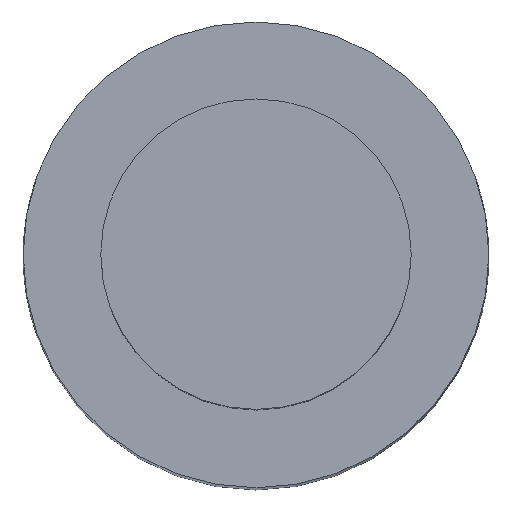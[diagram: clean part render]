
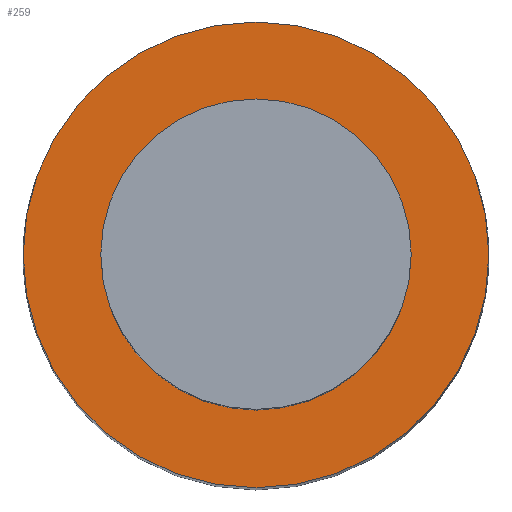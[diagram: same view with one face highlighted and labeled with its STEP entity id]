
A CAD part, top view. The second image highlights one B-rep face of the part: STEP entity #259.
In plain terms, the highlighted planar face has unit normal (0, 0, 1).
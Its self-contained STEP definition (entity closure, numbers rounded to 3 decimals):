
#2 = EDGE_LOOP ( 'NONE', ( #266, #26 ) ) ;
#3 = DIRECTION ( 'NONE',  ( 0., 0., -1. ) ) ;
#25 = CARTESIAN_POINT ( 'NONE',  ( 0., 0., 25. ) ) ;
#26 = ORIENTED_EDGE ( 'NONE', *, *, #93, .T. ) ;
#30 = EDGE_LOOP ( 'NONE', ( #374, #131 ) ) ;
#49 = DIRECTION ( 'NONE',  ( 1., 0., 0. ) ) ;
#77 = VERTEX_POINT ( 'NONE', #197 ) ;
#88 = DIRECTION ( 'NONE',  ( 0., 0., 1. ) ) ;
#93 = EDGE_CURVE ( 'NONE', #77, #178, #513, .T. ) ;
#119 = CARTESIAN_POINT ( 'NONE',  ( 0., 0., 25. ) ) ;
#121 = FACE_OUTER_BOUND ( 'NONE', #2, .T. ) ;
#131 = ORIENTED_EDGE ( 'NONE', *, *, #479, .T. ) ;
#150 = AXIS2_PLACEMENT_3D ( 'NONE', #25, #332, #49 ) ;
#178 = VERTEX_POINT ( 'NONE', #220 ) ;
#183 = CARTESIAN_POINT ( 'NONE',  ( -6., 0., 25. ) ) ;
#194 = CIRCLE ( 'NONE', #362, 6. ) ;
#197 = CARTESIAN_POINT ( 'NONE',  ( 9., 0., 25. ) ) ;
#203 = AXIS2_PLACEMENT_3D ( 'NONE', #119, #88, #365 ) ;
#206 = DIRECTION ( 'NONE',  ( 0., 0., 1. ) ) ;
#210 = AXIS2_PLACEMENT_3D ( 'NONE', #348, #344, #388 ) ;
#220 = CARTESIAN_POINT ( 'NONE',  ( -9., 0., 25. ) ) ;
#243 = EDGE_CURVE ( 'NONE', #427, #253, #525, .T. ) ;
#246 = DIRECTION ( 'NONE',  ( 1., 0., 0. ) ) ;
#253 = VERTEX_POINT ( 'NONE', #337 ) ;
#259 = ADVANCED_FACE ( 'NONE', ( #454, #121 ), #329, .T. ) ;
#266 = ORIENTED_EDGE ( 'NONE', *, *, #357, .T. ) ;
#303 = CIRCLE ( 'NONE', #210, 9. ) ;
#329 = PLANE ( 'NONE',  #203 ) ;
#330 = CARTESIAN_POINT ( 'NONE',  ( 0., 0., 25. ) ) ;
#332 = DIRECTION ( 'NONE',  ( 0., 0., -1. ) ) ;
#337 = CARTESIAN_POINT ( 'NONE',  ( 6., 0., 25. ) ) ;
#344 = DIRECTION ( 'NONE',  ( 0., 0., 1. ) ) ;
#348 = CARTESIAN_POINT ( 'NONE',  ( 0., 0., 25. ) ) ;
#357 = EDGE_CURVE ( 'NONE', #178, #77, #303, .T. ) ;
#360 = DIRECTION ( 'NONE',  ( 1., 0., 0. ) ) ;
#362 = AXIS2_PLACEMENT_3D ( 'NONE', #489, #3, #360 ) ;
#365 = DIRECTION ( 'NONE',  ( 1., 0., 0. ) ) ;
#374 = ORIENTED_EDGE ( 'NONE', *, *, #243, .T. ) ;
#385 = AXIS2_PLACEMENT_3D ( 'NONE', #330, #206, #246 ) ;
#388 = DIRECTION ( 'NONE',  ( 1., 0., 0. ) ) ;
#427 = VERTEX_POINT ( 'NONE', #183 ) ;
#454 = FACE_BOUND ( 'NONE', #30, .T. ) ;
#479 = EDGE_CURVE ( 'NONE', #253, #427, #194, .T. ) ;
#489 = CARTESIAN_POINT ( 'NONE',  ( 0., 0., 25. ) ) ;
#513 = CIRCLE ( 'NONE', #385, 9. ) ;
#525 = CIRCLE ( 'NONE', #150, 6. ) ;
